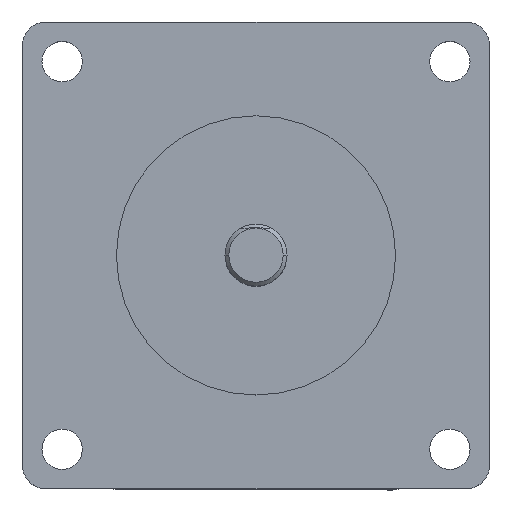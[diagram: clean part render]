
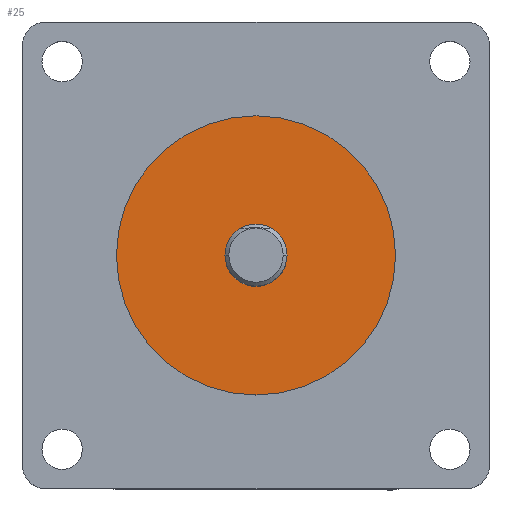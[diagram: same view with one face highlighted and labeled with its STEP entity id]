
A CAD part, top view. The second image highlights one B-rep face of the part: STEP entity #25.
In plain terms, the highlighted planar face has unit normal (0, 0, 1).
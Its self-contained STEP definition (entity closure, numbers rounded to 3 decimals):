
#16 = AXIS2_PLACEMENT_3D ( 'NONE', #2420, #214, #1264 ) ;
#25 = ADVANCED_FACE ( 'NONE', ( #421, #1996 ), #4172, .T. ) ;
#78 = DIRECTION ( 'NONE',  ( 0., 0., 1. ) ) ;
#191 = DIRECTION ( 'NONE',  ( 0., 0., 1. ) ) ;
#214 = DIRECTION ( 'NONE',  ( 0., 0., 1. ) ) ;
#284 = AXIS2_PLACEMENT_3D ( 'NONE', #610, #3901, #1315 ) ;
#421 = FACE_BOUND ( 'NONE', #3549, .T. ) ;
#607 = VERTEX_POINT ( 'NONE', #4101 ) ;
#610 = CARTESIAN_POINT ( 'NONE',  ( 0., 0., 74.6 ) ) ;
#851 = AXIS2_PLACEMENT_3D ( 'NONE', #2701, #78, #1921 ) ;
#1193 = VERTEX_POINT ( 'NONE', #3681 ) ;
#1264 = DIRECTION ( 'NONE',  ( 1., 0., 0. ) ) ;
#1315 = DIRECTION ( 'NONE',  ( 1., 0., 0. ) ) ;
#1444 = CARTESIAN_POINT ( 'NONE',  ( 0., 0., 74.6 ) ) ;
#1630 = CIRCLE ( 'NONE', #1934, 4. ) ;
#1693 = CARTESIAN_POINT ( 'NONE',  ( 0., 0., 74.6 ) ) ;
#1846 = EDGE_LOOP ( 'NONE', ( #3498, #2454 ) ) ;
#1921 = DIRECTION ( 'NONE',  ( 1., 0., 0. ) ) ;
#1934 = AXIS2_PLACEMENT_3D ( 'NONE', #1693, #2468, #4208 ) ;
#1996 = FACE_OUTER_BOUND ( 'NONE', #1846, .T. ) ;
#2216 = EDGE_CURVE ( 'NONE', #607, #1193, #4111, .T. ) ;
#2420 = CARTESIAN_POINT ( 'NONE',  ( 0., 0., 74.6 ) ) ;
#2422 = DIRECTION ( 'NONE',  ( 1., 0., 0. ) ) ;
#2454 = ORIENTED_EDGE ( 'NONE', *, *, #2216, .T. ) ;
#2468 = DIRECTION ( 'NONE',  ( 0., 0., 1. ) ) ;
#2701 = CARTESIAN_POINT ( 'NONE',  ( 0., 0., 74.6 ) ) ;
#2750 = AXIS2_PLACEMENT_3D ( 'NONE', #1444, #191, #2422 ) ;
#2771 = EDGE_CURVE ( 'NONE', #1193, #607, #3589, .T. ) ;
#3011 = VERTEX_POINT ( 'NONE', #3971 ) ;
#3042 = VERTEX_POINT ( 'NONE', #3995 ) ;
#3299 = EDGE_CURVE ( 'NONE', #3042, #3011, #3788, .T. ) ;
#3356 = ORIENTED_EDGE ( 'NONE', *, *, #3886, .F. ) ;
#3433 = ORIENTED_EDGE ( 'NONE', *, *, #3299, .F. ) ;
#3498 = ORIENTED_EDGE ( 'NONE', *, *, #2771, .T. ) ;
#3549 = EDGE_LOOP ( 'NONE', ( #3356, #3433 ) ) ;
#3589 = CIRCLE ( 'NONE', #284, 18. ) ;
#3681 = CARTESIAN_POINT ( 'NONE',  ( -18., 0., 74.6 ) ) ;
#3788 = CIRCLE ( 'NONE', #16, 4. ) ;
#3886 = EDGE_CURVE ( 'NONE', #3011, #3042, #1630, .T. ) ;
#3901 = DIRECTION ( 'NONE',  ( 0., 0., 1. ) ) ;
#3971 = CARTESIAN_POINT ( 'NONE',  ( -4., 0., 74.6 ) ) ;
#3995 = CARTESIAN_POINT ( 'NONE',  ( 4., 0., 74.6 ) ) ;
#4101 = CARTESIAN_POINT ( 'NONE',  ( 18., 0., 74.6 ) ) ;
#4111 = CIRCLE ( 'NONE', #2750, 18. ) ;
#4172 = PLANE ( 'NONE',  #851 ) ;
#4208 = DIRECTION ( 'NONE',  ( 1., 0., 0. ) ) ;
